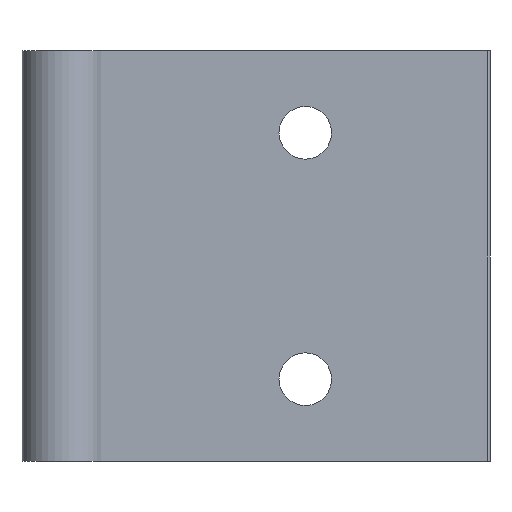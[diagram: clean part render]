
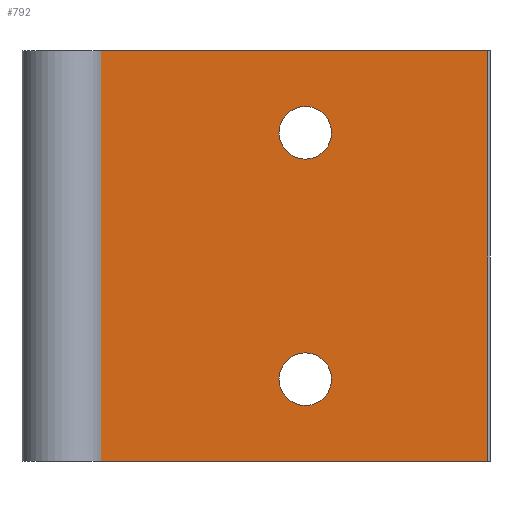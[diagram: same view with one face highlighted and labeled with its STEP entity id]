
A CAD part, front view. The second image highlights one B-rep face of the part: STEP entity #792.
In plain terms, the highlighted planar face has unit normal (0, -1, 0).
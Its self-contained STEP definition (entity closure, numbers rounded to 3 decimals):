
#10 = CIRCLE ( 'NONE', #158, 3.2 ) ;
#36 = CARTESIAN_POINT ( 'NONE',  ( 29.5, -2., 15. ) ) ;
#38 = VECTOR ( 'NONE', #696, 1000. ) ;
#41 = DIRECTION ( 'NONE',  ( 0., 0., -1. ) ) ;
#67 = DIRECTION ( 'NONE',  ( -1., 0., 0. ) ) ;
#93 = CARTESIAN_POINT ( 'NONE',  ( 51.7, -2., -25. ) ) ;
#107 = FACE_BOUND ( 'NONE', #305, .T. ) ;
#115 = CARTESIAN_POINT ( 'NONE',  ( 4.583, -2., -25. ) ) ;
#145 = VERTEX_POINT ( 'NONE', #93 ) ;
#147 = EDGE_CURVE ( 'NONE', #235, #145, #783, .T. ) ;
#149 = CARTESIAN_POINT ( 'NONE',  ( 29.5, -2., -15. ) ) ;
#158 = AXIS2_PLACEMENT_3D ( 'NONE', #149, #426, #647 ) ;
#160 = EDGE_CURVE ( 'NONE', #538, #562, #520, .T. ) ;
#175 = ORIENTED_EDGE ( 'NONE', *, *, #427, .F. ) ;
#179 = CARTESIAN_POINT ( 'NONE',  ( 4.583, -2., 25. ) ) ;
#184 = VERTEX_POINT ( 'NONE', #307 ) ;
#201 = VERTEX_POINT ( 'NONE', #382 ) ;
#209 = LINE ( 'NONE', #396, #270 ) ;
#222 = ORIENTED_EDGE ( 'NONE', *, *, #227, .F. ) ;
#227 = EDGE_CURVE ( 'NONE', #184, #235, #209, .T. ) ;
#235 = VERTEX_POINT ( 'NONE', #769 ) ;
#264 = EDGE_CURVE ( 'NONE', #752, #184, #373, .T. ) ;
#269 = PLANE ( 'NONE',  #909 ) ;
#270 = VECTOR ( 'NONE', #611, 1000. ) ;
#287 = AXIS2_PLACEMENT_3D ( 'NONE', #820, #609, #753 ) ;
#294 = EDGE_LOOP ( 'NONE', ( #222, #720, #175, #649 ) ) ;
#295 = AXIS2_PLACEMENT_3D ( 'NONE', #36, #310, #884 ) ;
#299 = CARTESIAN_POINT ( 'NONE',  ( 29.5, -2., 18.2 ) ) ;
#305 = EDGE_LOOP ( 'NONE', ( #728, #511 ) ) ;
#307 = CARTESIAN_POINT ( 'NONE',  ( 4.583, -2., 25. ) ) ;
#310 = DIRECTION ( 'NONE',  ( 0., -1., 0. ) ) ;
#311 = VECTOR ( 'NONE', #41, 1000. ) ;
#337 = VERTEX_POINT ( 'NONE', #397 ) ;
#348 = LINE ( 'NONE', #416, #474 ) ;
#361 = DIRECTION ( 'NONE',  ( 0., -1., 0. ) ) ;
#366 = ORIENTED_EDGE ( 'NONE', *, *, #485, .F. ) ;
#373 = LINE ( 'NONE', #179, #38 ) ;
#382 = CARTESIAN_POINT ( 'NONE',  ( 29.5, -2., -11.8 ) ) ;
#396 = CARTESIAN_POINT ( 'NONE',  ( 4.583, -2., 25. ) ) ;
#397 = CARTESIAN_POINT ( 'NONE',  ( 29.5, -2., -18.2 ) ) ;
#402 = DIRECTION ( 'NONE',  ( 0., 1., 0. ) ) ;
#416 = CARTESIAN_POINT ( 'NONE',  ( 4.583, -2., -25. ) ) ;
#426 = DIRECTION ( 'NONE',  ( 0., -1., 0. ) ) ;
#427 = EDGE_CURVE ( 'NONE', #145, #752, #348, .T. ) ;
#430 = DIRECTION ( 'NONE',  ( 0., 0., 1. ) ) ;
#461 = EDGE_CURVE ( 'NONE', #201, #337, #10, .T. ) ;
#464 = CIRCLE ( 'NONE', #287, 3.2 ) ;
#471 = DIRECTION ( 'NONE',  ( -1., 0., 0. ) ) ;
#474 = VECTOR ( 'NONE', #67, 1000. ) ;
#485 = EDGE_CURVE ( 'NONE', #562, #538, #762, .T. ) ;
#511 = ORIENTED_EDGE ( 'NONE', *, *, #646, .F. ) ;
#520 = CIRCLE ( 'NONE', #295, 3.2 ) ;
#527 = CARTESIAN_POINT ( 'NONE',  ( 51.7, -2., 25. ) ) ;
#538 = VERTEX_POINT ( 'NONE', #652 ) ;
#558 = FACE_OUTER_BOUND ( 'NONE', #294, .T. ) ;
#562 = VERTEX_POINT ( 'NONE', #299 ) ;
#609 = DIRECTION ( 'NONE',  ( 0., -1., 0. ) ) ;
#611 = DIRECTION ( 'NONE',  ( 1., 0., 0. ) ) ;
#642 = EDGE_LOOP ( 'NONE', ( #366, #871 ) ) ;
#646 = EDGE_CURVE ( 'NONE', #337, #201, #464, .T. ) ;
#647 = DIRECTION ( 'NONE',  ( 0., 0., 1. ) ) ;
#649 = ORIENTED_EDGE ( 'NONE', *, *, #147, .F. ) ;
#650 = CARTESIAN_POINT ( 'NONE',  ( 29.5, -2., 15. ) ) ;
#652 = CARTESIAN_POINT ( 'NONE',  ( 29.5, -2., 11.8 ) ) ;
#696 = DIRECTION ( 'NONE',  ( 0., 0., 1. ) ) ;
#720 = ORIENTED_EDGE ( 'NONE', *, *, #264, .F. ) ;
#728 = ORIENTED_EDGE ( 'NONE', *, *, #461, .F. ) ;
#752 = VERTEX_POINT ( 'NONE', #115 ) ;
#753 = DIRECTION ( 'NONE',  ( 0., 0., 1. ) ) ;
#762 = CIRCLE ( 'NONE', #786, 3.2 ) ;
#769 = CARTESIAN_POINT ( 'NONE',  ( 51.7, -2., 25. ) ) ;
#783 = LINE ( 'NONE', #527, #311 ) ;
#786 = AXIS2_PLACEMENT_3D ( 'NONE', #650, #361, #430 ) ;
#792 = ADVANCED_FACE ( 'NONE', ( #107, #911, #558 ), #269, .F. ) ;
#820 = CARTESIAN_POINT ( 'NONE',  ( 29.5, -2., -15. ) ) ;
#833 = CARTESIAN_POINT ( 'NONE',  ( 4.583, -2., 25. ) ) ;
#871 = ORIENTED_EDGE ( 'NONE', *, *, #160, .F. ) ;
#884 = DIRECTION ( 'NONE',  ( 0., 0., 1. ) ) ;
#909 = AXIS2_PLACEMENT_3D ( 'NONE', #833, #402, #471 ) ;
#911 = FACE_BOUND ( 'NONE', #642, .T. ) ;
